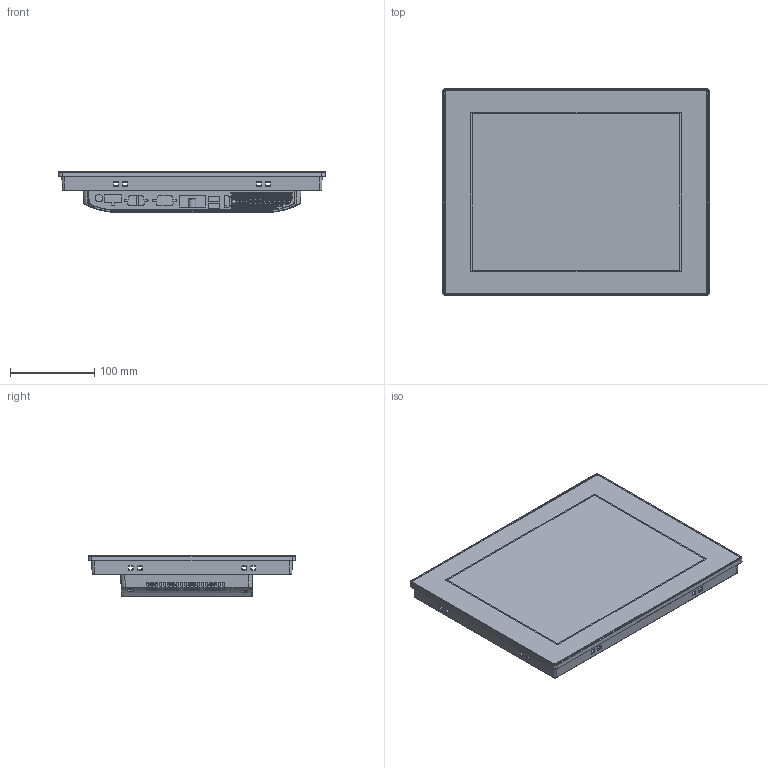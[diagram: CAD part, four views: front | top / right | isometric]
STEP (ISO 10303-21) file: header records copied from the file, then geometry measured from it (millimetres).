
FILE_DESCRIPTION (( 'STEP AP214' ), '1' );
FILE_NAME ('3D-assm for PPC-3120S.STEP', '2016-05-11T02:35:15', ( '' ), ( '' ), 'SwSTEP 2.0', 'SolidWorks 2013', '' );
FILE_SCHEMA (( 'AUTOMOTIVE_DESIGN' ));
Length unit declared in the file: millimetre
Products named in the file (5): front bezel_tianma for PPC-1121; TS-AMT 12.1-ID1; mb cover_wo door w_HDD for PPC-1101_蕼偞; rear cover for PPC-1121_蕼偞; 3D-assm for PPC-3120S
Assembly tree (4 placements, depth 2):
  3D-assm for PPC-3120S
    rear cover for PPC-1121_蕼偞
    mb cover_wo door w_HDD for PPC-1101_蕼偞
    front bezel_tianma for PPC-1121
    TS-AMT 12.1-ID1
Bounding box: 317 x 246 x 48.5 mm (x, y, z)
Volume: 365153.5 mm3; surface area: 411849.6 mm2
Topology: 5 solids, 5 shells, 1904 faces, 4875 edges, 3008 vertices
Faces by surface type: cylinder 1017, plane 441, bspline 332, sphere 76, cone 38
Entity records: 91336 total; most frequent: CARTESIAN_POINT 29050, ORIENTED_EDGE 9750, DIRECTION 7049, EDGE_CURVE 4875, VERTEX_POINT 3008, AXIS2_PLACEMENT_3D 2429, EDGE_LOOP 2359, LINE 2191
